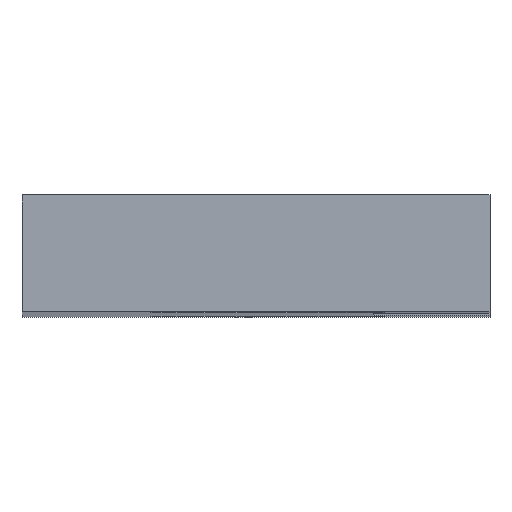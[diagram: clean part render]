
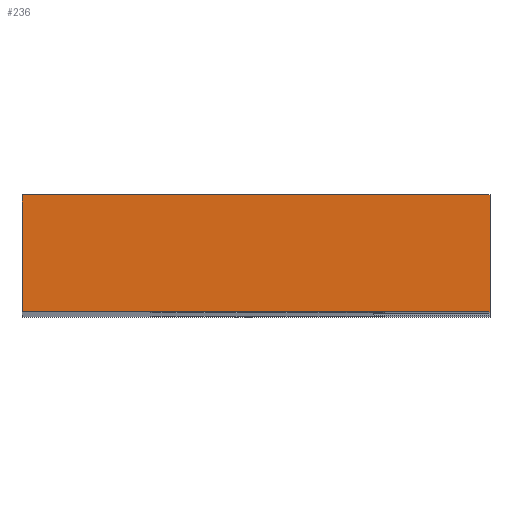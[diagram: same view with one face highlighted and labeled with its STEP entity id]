
A CAD part, top view. The second image highlights one B-rep face of the part: STEP entity #236.
In plain terms, the highlighted planar face has unit normal (0, 0, 1).
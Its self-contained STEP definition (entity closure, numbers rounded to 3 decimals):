
#28=PLANE('',#272);
#40=FACE_OUTER_BOUND('',#54,.T.);
#54=EDGE_LOOP('',(#201,#202,#203,#204));
#74=LINE('',#375,#100);
#79=LINE('',#384,#105);
#80=LINE('',#387,#106);
#81=LINE('',#388,#107);
#100=VECTOR('',#312,10.);
#105=VECTOR('',#319,10.);
#106=VECTOR('',#322,10.);
#107=VECTOR('',#323,10.);
#129=VERTEX_POINT('',#372);
#130=VERTEX_POINT('',#374);
#133=VERTEX_POINT('',#382);
#134=VERTEX_POINT('',#386);
#154=EDGE_CURVE('',#129,#130,#74,.T.);
#159=EDGE_CURVE('',#133,#129,#79,.T.);
#160=EDGE_CURVE('',#134,#133,#80,.T.);
#161=EDGE_CURVE('',#134,#130,#81,.T.);
#201=ORIENTED_EDGE('',*,*,#160,.F.);
#202=ORIENTED_EDGE('',*,*,#161,.T.);
#203=ORIENTED_EDGE('',*,*,#154,.F.);
#204=ORIENTED_EDGE('',*,*,#159,.F.);
#236=ADVANCED_FACE('',(#40),#28,.T.);
#272=AXIS2_PLACEMENT_3D('',#385,#320,#321);
#312=DIRECTION('',(-1.,0.,0.));
#319=DIRECTION('',(0.,-1.,0.));
#320=DIRECTION('center_axis',(0.,0.,1.));
#321=DIRECTION('ref_axis',(-1.,0.,0.));
#322=DIRECTION('',(1.,0.,0.));
#323=DIRECTION('',(0.,-1.,0.));
#372=CARTESIAN_POINT('',(0.,-1.,25.));
#374=CARTESIAN_POINT('',(-4.,-1.,25.));
#375=CARTESIAN_POINT('',(-4.,-1.,25.));
#382=CARTESIAN_POINT('',(0.,0.,25.));
#384=CARTESIAN_POINT('',(0.,0.,25.));
#385=CARTESIAN_POINT('Origin',(0.,0.,25.));
#386=CARTESIAN_POINT('',(-4.,0.,25.));
#387=CARTESIAN_POINT('',(-4.,0.,25.));
#388=CARTESIAN_POINT('',(-4.,0.,25.));
